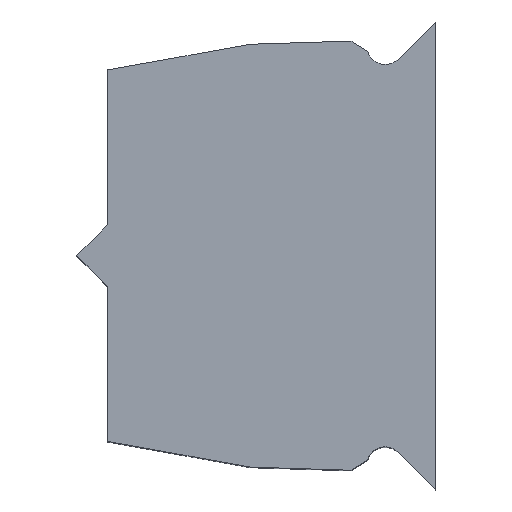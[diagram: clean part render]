
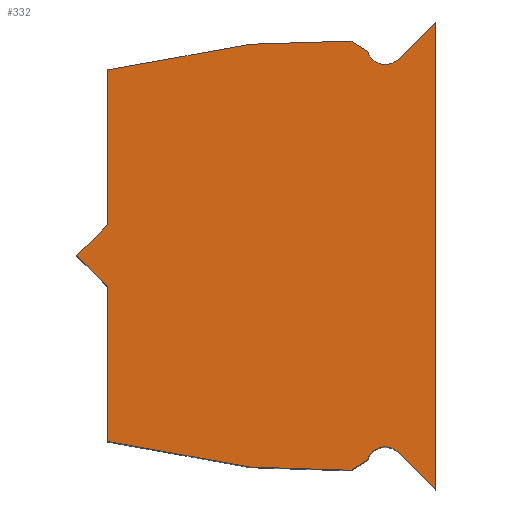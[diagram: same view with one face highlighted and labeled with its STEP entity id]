
A CAD part, top view. The second image highlights one B-rep face of the part: STEP entity #332.
In plain terms, the highlighted planar face has unit normal (0, 0, 1).
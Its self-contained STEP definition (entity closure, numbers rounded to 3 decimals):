
#15=CIRCLE('',#346,0.3);
#17=CIRCLE('',#352,0.3);
#36=FACE_OUTER_BOUND('',#53,.T.);
#53=EDGE_LOOP('',(#272,#273,#274,#275,#276,#277,#278,#279,#280,#281,#282,
#283,#284,#285,#286));
#55=LINE('',#446,#96);
#59=LINE('',#454,#100);
#62=LINE('',#460,#103);
#65=LINE('',#466,#106);
#68=LINE('',#472,#109);
#71=LINE('',#478,#112);
#74=LINE('',#484,#115);
#77=LINE('',#490,#118);
#80=LINE('',#496,#121);
#84=LINE('',#508,#125);
#87=LINE('',#514,#128);
#90=LINE('',#520,#131);
#94=LINE('',#531,#135);
#96=VECTOR('',#361,10.);
#100=VECTOR('',#367,10.);
#103=VECTOR('',#372,10.);
#106=VECTOR('',#377,10.);
#109=VECTOR('',#382,10.);
#112=VECTOR('',#387,10.);
#115=VECTOR('',#392,10.);
#118=VECTOR('',#397,10.);
#121=VECTOR('',#402,10.);
#125=VECTOR('',#414,10.);
#128=VECTOR('',#419,10.);
#131=VECTOR('',#424,10.);
#135=VECTOR('',#436,10.);
#137=VERTEX_POINT('',#444);
#138=VERTEX_POINT('',#445);
#141=VERTEX_POINT('',#453);
#143=VERTEX_POINT('',#459);
#145=VERTEX_POINT('',#465);
#147=VERTEX_POINT('',#471);
#149=VERTEX_POINT('',#477);
#151=VERTEX_POINT('',#483);
#153=VERTEX_POINT('',#489);
#155=VERTEX_POINT('',#495);
#157=VERTEX_POINT('',#501);
#159=VERTEX_POINT('',#507);
#161=VERTEX_POINT('',#513);
#163=VERTEX_POINT('',#519);
#165=VERTEX_POINT('',#525);
#167=EDGE_CURVE('',#137,#138,#55,.T.);
#171=EDGE_CURVE('',#141,#137,#59,.T.);
#174=EDGE_CURVE('',#143,#141,#62,.T.);
#177=EDGE_CURVE('',#143,#145,#65,.T.);
#180=EDGE_CURVE('',#145,#147,#68,.T.);
#183=EDGE_CURVE('',#147,#149,#71,.T.);
#186=EDGE_CURVE('',#149,#151,#74,.T.);
#189=EDGE_CURVE('',#151,#153,#77,.T.);
#192=EDGE_CURVE('',#155,#153,#80,.T.);
#195=EDGE_CURVE('',#157,#155,#15,.T.);
#198=EDGE_CURVE('',#157,#159,#84,.T.);
#201=EDGE_CURVE('',#161,#159,#87,.T.);
#204=EDGE_CURVE('',#163,#161,#90,.T.);
#207=EDGE_CURVE('',#165,#163,#17,.T.);
#210=EDGE_CURVE('',#165,#138,#94,.T.);
#272=ORIENTED_EDGE('',*,*,#210,.T.);
#273=ORIENTED_EDGE('',*,*,#167,.F.);
#274=ORIENTED_EDGE('',*,*,#171,.F.);
#275=ORIENTED_EDGE('',*,*,#174,.F.);
#276=ORIENTED_EDGE('',*,*,#177,.T.);
#277=ORIENTED_EDGE('',*,*,#180,.T.);
#278=ORIENTED_EDGE('',*,*,#183,.T.);
#279=ORIENTED_EDGE('',*,*,#186,.T.);
#280=ORIENTED_EDGE('',*,*,#189,.T.);
#281=ORIENTED_EDGE('',*,*,#192,.F.);
#282=ORIENTED_EDGE('',*,*,#195,.F.);
#283=ORIENTED_EDGE('',*,*,#198,.T.);
#284=ORIENTED_EDGE('',*,*,#201,.F.);
#285=ORIENTED_EDGE('',*,*,#204,.F.);
#286=ORIENTED_EDGE('',*,*,#207,.F.);
#315=PLANE('',#355);
#332=ADVANCED_FACE('',(#36),#315,.T.);
#346=AXIS2_PLACEMENT_3D('',#502,#407,#408);
#352=AXIS2_PLACEMENT_3D('',#526,#429,#430);
#355=AXIS2_PLACEMENT_3D('',#533,#438,#439);
#361=DIRECTION('',(1.,0.031,0.));
#367=DIRECTION('',(0.984,0.178,0.));
#372=DIRECTION('',(0.,1.,0.));
#377=DIRECTION('',(-0.707,-0.707,0.));
#382=DIRECTION('',(0.707,-0.707,0.));
#387=DIRECTION('',(0.,-1.,0.));
#392=DIRECTION('',(0.984,-0.178,0.));
#397=DIRECTION('',(1.,-0.031,0.));
#402=DIRECTION('',(-0.847,-0.531,0.));
#407=DIRECTION('center_axis',(0.,0.,
1.));
#408=DIRECTION('ref_axis',(0.707,0.707,0.));
#414=DIRECTION('',(0.707,-0.707,0.));
#419=DIRECTION('',(0.,-1.,0.));
#424=DIRECTION('',(0.707,0.707,0.));
#429=DIRECTION('center_axis',(0.,0.,
1.));
#430=DIRECTION('ref_axis',(-1.,0.,0.));
#436=DIRECTION('',(-0.847,0.531,0.));
#438=DIRECTION('center_axis',(0.,0.,
1.));
#439=DIRECTION('ref_axis',(-1.,0.,0.));
#444=CARTESIAN_POINT('',(-140.186,3.153,-24.9));
#445=CARTESIAN_POINT('',(-138.554,3.203,-24.9));
#446=CARTESIAN_POINT('',(-140.186,3.153,-24.9));
#453=CARTESIAN_POINT('',(-142.5,2.735,-24.9));
#454=CARTESIAN_POINT('',(-142.5,2.735,-24.9));
#459=CARTESIAN_POINT('',(-142.5,0.225,-24.9));
#460=CARTESIAN_POINT('',(-142.5,0.225,-24.9));
#465=CARTESIAN_POINT('',(-143.,-0.275,-24.9));
#466=CARTESIAN_POINT('',(-142.5,0.225,-24.9));
#471=CARTESIAN_POINT('',(-142.5,-0.775,-24.9));
#472=CARTESIAN_POINT('',(-143.,-0.275,-24.9));
#477=CARTESIAN_POINT('',(-142.5,-3.285,-24.9));
#478=CARTESIAN_POINT('',(-142.5,-0.775,-24.9));
#483=CARTESIAN_POINT('',(-140.186,-3.703,-24.9));
#484=CARTESIAN_POINT('',(-142.5,-3.285,-24.9));
#489=CARTESIAN_POINT('',(-138.554,-3.753,-24.9));
#490=CARTESIAN_POINT('',(-140.186,-3.703,-24.9));
#495=CARTESIAN_POINT('',(-138.286,-3.585,-24.9));
#496=CARTESIAN_POINT('',(-138.286,-3.585,-24.9));
#501=CARTESIAN_POINT('',(-137.788,-3.463,-24.9));
#502=CARTESIAN_POINT('Origin',(-138.,-3.675,-24.9));
#507=CARTESIAN_POINT('',(-137.188,-4.063,-24.9));
#508=CARTESIAN_POINT('',(-137.788,-3.463,-24.9));
#513=CARTESIAN_POINT('',(-137.188,3.513,-24.9));
#514=CARTESIAN_POINT('',(-137.188,3.513,-24.9));
#519=CARTESIAN_POINT('',(-137.788,2.913,-24.9));
#520=CARTESIAN_POINT('',(-137.788,2.913,-24.9));
#525=CARTESIAN_POINT('',(-138.286,3.035,-24.9));
#526=CARTESIAN_POINT('Origin',(-138.,3.125,-24.9));
#531=CARTESIAN_POINT('',(-138.286,3.035,-24.9));
#533=CARTESIAN_POINT('Origin',(-140.094,-0.275,-24.9));
